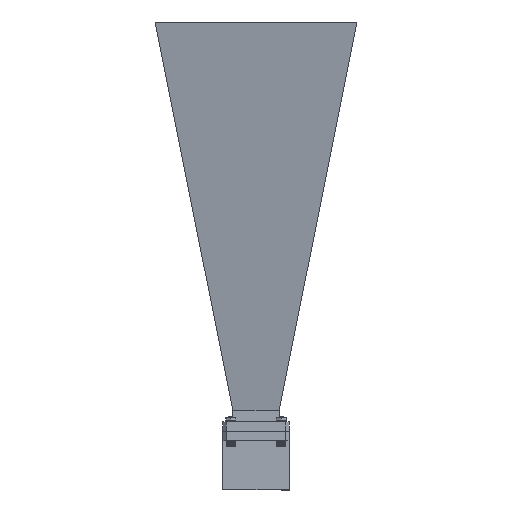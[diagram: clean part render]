
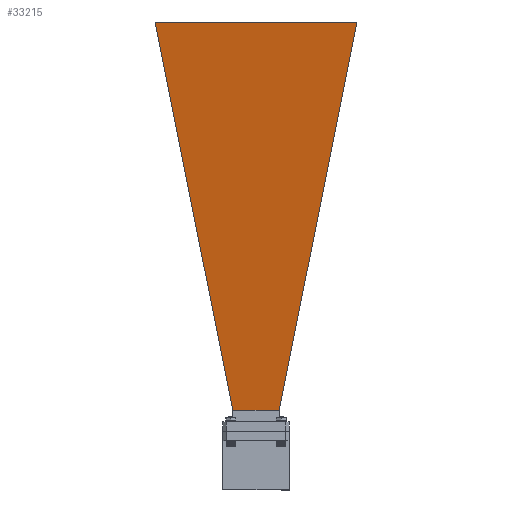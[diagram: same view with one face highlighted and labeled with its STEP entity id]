
A CAD part, front view. The second image highlights one B-rep face of the part: STEP entity #33215.
In plain terms, the highlighted face is planar.
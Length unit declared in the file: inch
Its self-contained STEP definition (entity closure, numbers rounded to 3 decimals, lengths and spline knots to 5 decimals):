
#243 = VERTEX_POINT ( 'NONE', #24378 ) ;
#1407 = EDGE_CURVE ( 'NONE', #35438, #29798, #31458, .T. ) ;
#1561 = CARTESIAN_POINT ( 'NONE',  ( -0.33366, 0.58908, 1.9622 ) ) ;
#2576 = CARTESIAN_POINT ( 'NONE',  ( -0.33366, -0.58908, 1.9622 ) ) ;
#3626 = DIRECTION ( 'NONE',  ( 0.156, 0.194, -0.968 ) ) ;
#4952 = VERTEX_POINT ( 'NONE', #35457 ) ;
#5569 = ORIENTED_EDGE ( 'NONE', *, *, #33109, .F. ) ;
#8419 = CARTESIAN_POINT ( 'NONE',  ( -1.93018, 0., 11.86327 ) ) ;
#8966 = CARTESIAN_POINT ( 'NONE',  ( -0.33366, 0., 1.9622 ) ) ;
#12329 = EDGE_CURVE ( 'NONE', #4952, #243, #26928, .T. ) ;
#12593 = EDGE_LOOP ( 'NONE', ( #37561, #17974, #5569, #28828 ) ) ;
#14092 = DIRECTION ( 'NONE',  ( -0.159, 0., 0.987 ) ) ;
#15588 = CARTESIAN_POINT ( 'NONE',  ( -0.33366, 0.58908, 1.9622 ) ) ;
#17974 = ORIENTED_EDGE ( 'NONE', *, *, #12329, .F. ) ;
#18889 = EDGE_CURVE ( 'NONE', #243, #29798, #24289, .T. ) ;
#19472 = DIRECTION ( 'NONE',  ( -0.156, 0.194, 0.968 ) ) ;
#21059 = DIRECTION ( 'NONE',  ( 0., -1., 0. ) ) ;
#22426 = LINE ( 'NONE', #1561, #35491 ) ;
#23574 = FACE_OUTER_BOUND ( 'NONE', #12593, .T. ) ;
#24289 = LINE ( 'NONE', #36325, #28740 ) ;
#24378 = CARTESIAN_POINT ( 'NONE',  ( -1.93018, -2.5744, 11.86327 ) ) ;
#26928 = LINE ( 'NONE', #8419, #32803 ) ;
#28740 = VECTOR ( 'NONE', #3626, 39.37008 ) ;
#28828 = ORIENTED_EDGE ( 'NONE', *, *, #1407, .T. ) ;
#29660 = DIRECTION ( 'NONE',  ( 0., -1., 0. ) ) ;
#29798 = VERTEX_POINT ( 'NONE', #2576 ) ;
#30245 = VECTOR ( 'NONE', #29660, 39.37008 ) ;
#31458 = LINE ( 'NONE', #8966, #30245 ) ;
#32356 = AXIS2_PLACEMENT_3D ( 'NONE', #35600, #38156, #14092 ) ;
#32453 = PLANE ( 'NONE',  #32356 ) ;
#32803 = VECTOR ( 'NONE', #21059, 39.37008 ) ;
#33109 = EDGE_CURVE ( 'NONE', #35438, #4952, #22426, .T. ) ;
#33215 = ADVANCED_FACE ( 'NONE', ( #23574 ), #32453, .T. ) ;
#35438 = VERTEX_POINT ( 'NONE', #15588 ) ;
#35457 = CARTESIAN_POINT ( 'NONE',  ( -1.93018, 2.5744, 11.86327 ) ) ;
#35491 = VECTOR ( 'NONE', #19472, 39.37008 ) ;
#35600 = CARTESIAN_POINT ( 'NONE',  ( -1.13041, 0., 6.90335 ) ) ;
#36325 = CARTESIAN_POINT ( 'NONE',  ( -1.93018, -2.5744, 11.86327 ) ) ;
#37561 = ORIENTED_EDGE ( 'NONE', *, *, #18889, .F. ) ;
#38156 = DIRECTION ( 'NONE',  ( -0.987, 0., -0.159 ) ) ;
